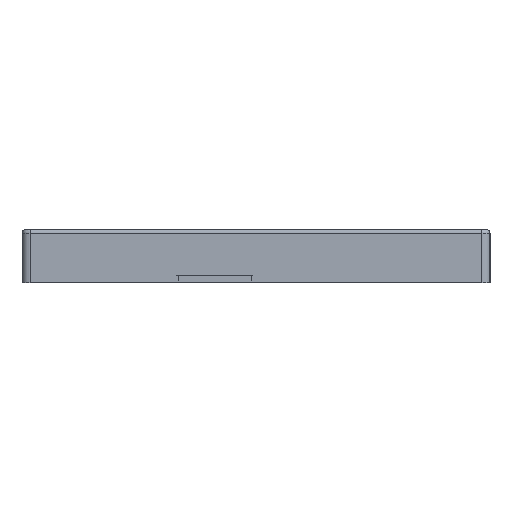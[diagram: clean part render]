
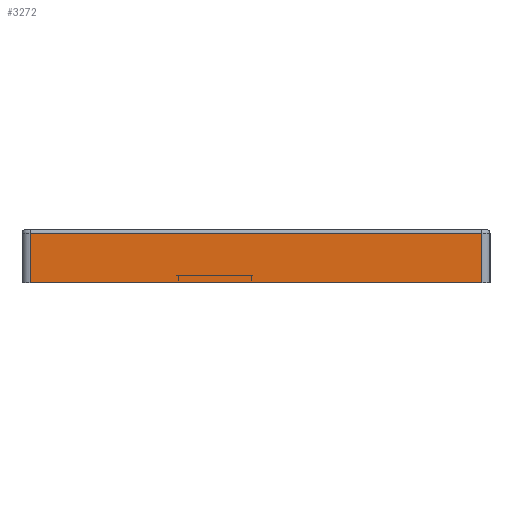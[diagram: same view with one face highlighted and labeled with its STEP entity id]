
A CAD part, left-side view. The second image highlights one B-rep face of the part: STEP entity #3272.
In plain terms, the highlighted planar face has unit normal (-1, 0, 0).
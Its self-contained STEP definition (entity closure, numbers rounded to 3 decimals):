
#197=PLANE('',#3629);
#388=FACE_OUTER_BOUND('',#604,.T.);
#604=EDGE_LOOP('',(#3045,#3046,#3047,#3048));
#789=LINE('',#4689,#1084);
#992=LINE('',#5346,#1287);
#1050=LINE('',#5538,#1345);
#1051=LINE('',#5540,#1346);
#1084=VECTOR('',#3678,10.);
#1287=VECTOR('',#4329,10.);
#1345=VECTOR('',#4531,10.);
#1346=VECTOR('',#4534,10.);
#1381=VERTEX_POINT('',#4686);
#1382=VERTEX_POINT('',#4688);
#1592=VERTEX_POINT('',#5338);
#1594=VERTEX_POINT('',#5344);
#1684=EDGE_CURVE('',#1381,#1382,#789,.T.);
#2000=EDGE_CURVE('',#1594,#1592,#992,.T.);
#2089=EDGE_CURVE('',#1382,#1594,#1050,.T.);
#2090=EDGE_CURVE('',#1592,#1381,#1051,.T.);
#3045=ORIENTED_EDGE('',*,*,#2000,.F.);
#3046=ORIENTED_EDGE('',*,*,#2089,.F.);
#3047=ORIENTED_EDGE('',*,*,#1684,.F.);
#3048=ORIENTED_EDGE('',*,*,#2090,.F.);
#3272=ADVANCED_FACE('',(#388),#197,.T.);
#3629=AXIS2_PLACEMENT_3D('',#5620,#4635,#4636);
#3678=DIRECTION('',(0.,1.,0.));
#4329=DIRECTION('',(0.,-1.,0.));
#4531=DIRECTION('',(0.,0.,1.));
#4534=DIRECTION('',(0.,0.,-1.));
#4635=DIRECTION('center_axis',(-1.,0.,0.));
#4636=DIRECTION('ref_axis',(0.,-1.,0.));
#4686=CARTESIAN_POINT('',(-4.975,-102.225,0.));
#4688=CARTESIAN_POINT('',(-4.975,6.975,0.));
#4689=CARTESIAN_POINT('',(-4.975,-104.225,0.));
#5338=CARTESIAN_POINT('',(-4.975,-102.225,12.));
#5344=CARTESIAN_POINT('',(-4.975,6.975,12.));
#5346=CARTESIAN_POINT('',(-4.975,-19.325,12.));
#5538=CARTESIAN_POINT('',(-4.975,6.975,0.));
#5540=CARTESIAN_POINT('',(-4.975,-102.225,0.));
#5620=CARTESIAN_POINT('Origin',(-4.975,8.975,0.));
